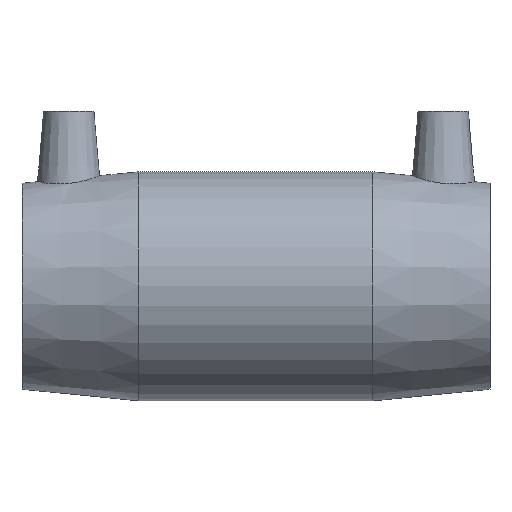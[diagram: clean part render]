
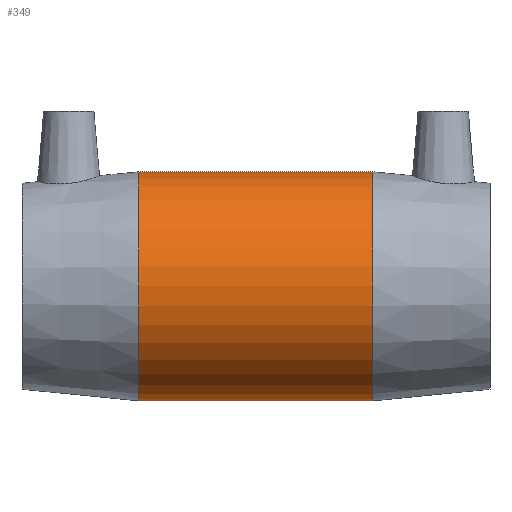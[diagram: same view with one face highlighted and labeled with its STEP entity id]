
A CAD part, top view. The second image highlights one B-rep face of the part: STEP entity #349.
In plain terms, the highlighted cylindrical face has radius 34 mm (diameter 68 mm), a full revolution.
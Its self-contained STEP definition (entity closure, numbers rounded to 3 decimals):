
#47=FACE_BOUND('',#155,.T.);
#48=FACE_BOUND('',#156,.T.);
#79=CIRCLE('',#395,34.);
#80=CIRCLE('',#396,34.);
#110=FACE_OUTER_BOUND('',#154,.T.);
#154=EDGE_LOOP('',(#286));
#155=EDGE_LOOP('',(#287));
#156=EDGE_LOOP('',(#288));
#191=B_SPLINE_CURVE_WITH_KNOTS('',3,(#621,#622,#623,#624,#625,#626,#627,
#628,#629,#630,#631,#632,#633,#634,#635,#636,#637,#638,#639,#640,#641,#642,
#643,#644,#645,#646,#647,#648,#649,#650,#651,#652,#653,#654,#655,#656,#657,
#658,#659,#660,#661,#662,#663,#664,#665,#666,#667,#668,#669,#670,#671,#672,
#673,#674,#675,#676,#677,#678,#679,#680,#681,#682,#683,#684,#685,#686),
 .UNSPECIFIED.,.T.,.F.,(4,2,2,2,2,2,2,2,2,2,2,2,2,2,2,2,2,2,2,2,2,2,2,2,
2,2,2,2,2,2,2,2,4),(0.,0.501,1.003,1.504,
2.006,2.498,2.99,3.482,3.974,
4.466,4.958,5.45,5.942,6.443,
6.945,7.446,7.947,8.449,8.95,
9.452,9.953,10.445,10.937,11.429,
11.921,12.413,12.905,13.397,13.889,
14.391,14.892,15.394,15.895),
 .UNSPECIFIED.);
#197=VERTEX_POINT('',#620);
#210=VERTEX_POINT('',#791);
#211=VERTEX_POINT('',#793);
#229=EDGE_CURVE('',#197,#197,#191,.T.);
#242=EDGE_CURVE('',#210,#210,#79,.T.);
#243=EDGE_CURVE('',#211,#211,#80,.T.);
#286=ORIENTED_EDGE('',*,*,#242,.F.);
#287=ORIENTED_EDGE('',*,*,#229,.T.);
#288=ORIENTED_EDGE('',*,*,#243,.T.);
#328=CYLINDRICAL_SURFACE('',#394,34.);
#349=ADVANCED_FACE('',(#110,#47,#48),#328,.T.);
#394=AXIS2_PLACEMENT_3D('',#790,#482,#483);
#395=AXIS2_PLACEMENT_3D('',#792,#484,#485);
#396=AXIS2_PLACEMENT_3D('',#794,#486,#487);
#482=DIRECTION('center_axis',(1.,0.,0.));
#483=DIRECTION('ref_axis',(0.,1.,0.));
#484=DIRECTION('center_axis',(1.,0.,0.));
#485=DIRECTION('ref_axis',(0.,0.,-1.));
#486=DIRECTION('center_axis',(1.,0.,0.));
#487=DIRECTION('ref_axis',(0.,0.,-1.));
#620=CARTESIAN_POINT('',(0.,-25.,-23.043));
#621=CARTESIAN_POINT('Ctrl Pts',(0.,-25.,-23.043));
#622=CARTESIAN_POINT('Ctrl Pts',(1.671,-25.,-23.043));
#623=CARTESIAN_POINT('Ctrl Pts',(3.353,-24.831,-23.231));
#624=CARTESIAN_POINT('Ctrl Pts',(6.634,-24.162,-23.926));
#625=CARTESIAN_POINT('Ctrl Pts',(8.233,-23.663,-24.43));
#626=CARTESIAN_POINT('Ctrl Pts',(11.27,-22.377,-25.613));
#627=CARTESIAN_POINT('Ctrl Pts',(12.71,-21.588,-26.292));
#628=CARTESIAN_POINT('Ctrl Pts',(15.371,-19.782,-27.676));
#629=CARTESIAN_POINT('Ctrl Pts',(16.592,-18.763,-28.382));
#630=CARTESIAN_POINT('Ctrl Pts',(18.743,-16.612,-29.691));
#631=CARTESIAN_POINT('Ctrl Pts',(19.757,-15.403,-30.346));
#632=CARTESIAN_POINT('Ctrl Pts',(21.569,-12.742,-31.556));
#633=CARTESIAN_POINT('Ctrl Pts',(22.367,-11.29,-32.111));
#634=CARTESIAN_POINT('Ctrl Pts',(23.667,-8.225,-33.029));
#635=CARTESIAN_POINT('Ctrl Pts',(24.169,-6.608,-33.393));
#636=CARTESIAN_POINT('Ctrl Pts',(24.836,-3.316,-33.879));
#637=CARTESIAN_POINT('Ctrl Pts',(25.,-1.64,-34.));
#638=CARTESIAN_POINT('Ctrl Pts',(25.,1.64,-34.));
#639=CARTESIAN_POINT('Ctrl Pts',(24.836,3.316,-33.879));
#640=CARTESIAN_POINT('Ctrl Pts',(24.169,6.608,-33.393));
#641=CARTESIAN_POINT('Ctrl Pts',(23.667,8.225,-33.029));
#642=CARTESIAN_POINT('Ctrl Pts',(22.367,11.29,-32.111));
#643=CARTESIAN_POINT('Ctrl Pts',(21.569,12.742,-31.556));
#644=CARTESIAN_POINT('Ctrl Pts',(19.757,15.403,-30.346));
#645=CARTESIAN_POINT('Ctrl Pts',(18.743,16.612,-29.691));
#646=CARTESIAN_POINT('Ctrl Pts',(16.592,18.763,-28.382));
#647=CARTESIAN_POINT('Ctrl Pts',(15.371,19.782,-27.676));
#648=CARTESIAN_POINT('Ctrl Pts',(12.71,21.588,-26.292));
#649=CARTESIAN_POINT('Ctrl Pts',(11.27,22.377,-25.613));
#650=CARTESIAN_POINT('Ctrl Pts',(8.233,23.663,-24.43));
#651=CARTESIAN_POINT('Ctrl Pts',(6.634,24.162,-23.926));
#652=CARTESIAN_POINT('Ctrl Pts',(3.353,24.831,-23.231));
#653=CARTESIAN_POINT('Ctrl Pts',(1.671,25.,-23.043));
#654=CARTESIAN_POINT('Ctrl Pts',(-1.671,25.,-23.043));
#655=CARTESIAN_POINT('Ctrl Pts',(-3.353,24.831,-23.231));
#656=CARTESIAN_POINT('Ctrl Pts',(-6.634,24.162,-23.926));
#657=CARTESIAN_POINT('Ctrl Pts',(-8.233,23.663,-24.43));
#658=CARTESIAN_POINT('Ctrl Pts',(-11.27,22.377,-25.613));
#659=CARTESIAN_POINT('Ctrl Pts',(-12.71,21.588,-26.292));
#660=CARTESIAN_POINT('Ctrl Pts',(-15.371,19.782,-27.676));
#661=CARTESIAN_POINT('Ctrl Pts',(-16.592,18.763,-28.382));
#662=CARTESIAN_POINT('Ctrl Pts',(-18.743,16.612,-29.691));
#663=CARTESIAN_POINT('Ctrl Pts',(-19.757,15.403,-30.346));
#664=CARTESIAN_POINT('Ctrl Pts',(-21.569,12.742,-31.556));
#665=CARTESIAN_POINT('Ctrl Pts',(-22.367,11.29,-32.111));
#666=CARTESIAN_POINT('Ctrl Pts',(-23.667,8.225,-33.029));
#667=CARTESIAN_POINT('Ctrl Pts',(-24.169,6.608,-33.393));
#668=CARTESIAN_POINT('Ctrl Pts',(-24.836,3.316,-33.879));
#669=CARTESIAN_POINT('Ctrl Pts',(-25.,1.64,-34.));
#670=CARTESIAN_POINT('Ctrl Pts',(-25.,-1.64,-34.));
#671=CARTESIAN_POINT('Ctrl Pts',(-24.836,-3.316,-33.879));
#672=CARTESIAN_POINT('Ctrl Pts',(-24.169,-6.608,-33.393));
#673=CARTESIAN_POINT('Ctrl Pts',(-23.667,-8.225,-33.029));
#674=CARTESIAN_POINT('Ctrl Pts',(-22.367,-11.29,-32.111));
#675=CARTESIAN_POINT('Ctrl Pts',(-21.569,-12.742,-31.556));
#676=CARTESIAN_POINT('Ctrl Pts',(-19.757,-15.403,-30.346));
#677=CARTESIAN_POINT('Ctrl Pts',(-18.743,-16.612,-29.691));
#678=CARTESIAN_POINT('Ctrl Pts',(-16.592,-18.763,-28.382));
#679=CARTESIAN_POINT('Ctrl Pts',(-15.371,-19.782,-27.676));
#680=CARTESIAN_POINT('Ctrl Pts',(-12.71,-21.588,-26.292));
#681=CARTESIAN_POINT('Ctrl Pts',(-11.27,-22.377,-25.613));
#682=CARTESIAN_POINT('Ctrl Pts',(-8.233,-23.663,-24.43));
#683=CARTESIAN_POINT('Ctrl Pts',(-6.634,-24.162,-23.926));
#684=CARTESIAN_POINT('Ctrl Pts',(-3.353,-24.831,-23.231));
#685=CARTESIAN_POINT('Ctrl Pts',(-1.671,-25.,-23.043));
#686=CARTESIAN_POINT('Ctrl Pts',(0.,-25.,-23.043));
#790=CARTESIAN_POINT('Origin',(0.,0.,0.));
#791=CARTESIAN_POINT('',(34.75,34.,0.));
#792=CARTESIAN_POINT('Origin',(34.75,0.,0.));
#793=CARTESIAN_POINT('',(-34.75,34.,0.));
#794=CARTESIAN_POINT('Origin',(-34.75,0.,0.));
